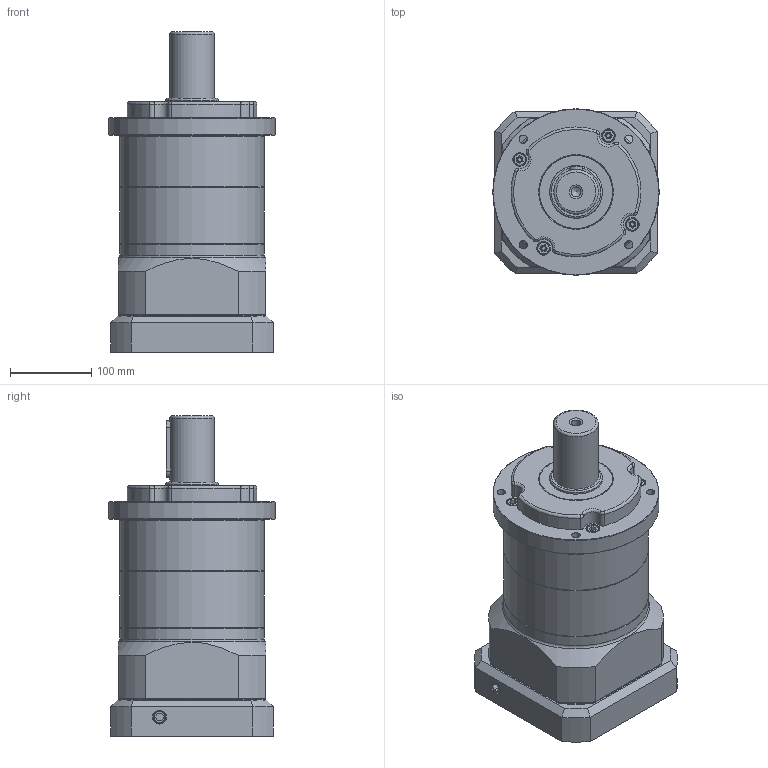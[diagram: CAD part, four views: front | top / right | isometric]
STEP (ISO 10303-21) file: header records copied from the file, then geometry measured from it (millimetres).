
FILE_DESCRIPTION((''),'2;1');
FILE_NAME('KFE-180-2.stp','2012-02-15T14:33:37',('young'),(''),'Autodesk Inventor 2012','Autodesk Inventor 2012','');
FILE_SCHEMA(('AUTOMOTIVE_DESIGN { 1 0 10303 214 1 1 1 1 }'));
Length unit declared in the file: millimetre
Products named in the file (1): KFE-180-2
Bounding box: 205 x 205 x 394.5 mm (x, y, z)
Volume: 6952751 mm3; surface area: 732748.7 mm2
Topology: 26 solids, 28 shells, 869 faces, 2074 edges, 1317 vertices
Faces by surface type: plane 400, cylinder 285, cone 118, bspline 38, torus 28
Full cylindrical faces by diameter (mm): 1.135 x1, 8.5 x8, 8.6 x1, 10 x6, 10.2 x12, 11 x13, 12 x8, 13 x4, 14.5 x2, 16 x6, 16.709 x2, 17 x4, 18 x7, 19 x4, 44.9 x1, 46 x1, 55 x1, 58.5 x1, 59.8 x1, 60 x1, 64.8 x1, 65 x2, 80 x2, 90 x2, 140 x1, 155 x1, 165 x1, 178 x3, 205 x1
Entity records: 26666 total; most frequent: CARTESIAN_POINT 7073, DIRECTION 4192, ORIENTED_EDGE 3670, EDGE_CURVE 1835, AXIS2_PLACEMENT_3D 1645, VERTEX_POINT 1271, EDGE_LOOP 1176, VECTOR 902
